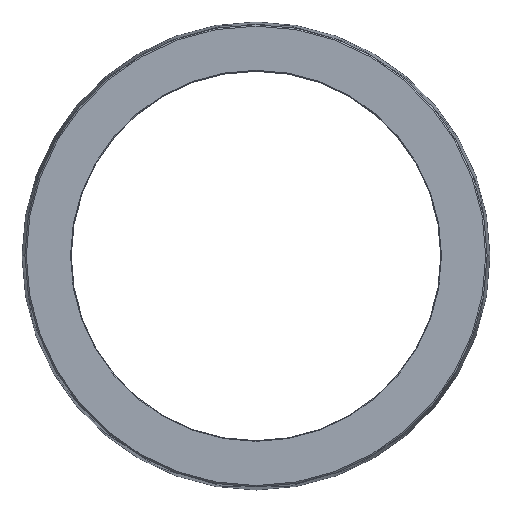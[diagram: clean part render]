
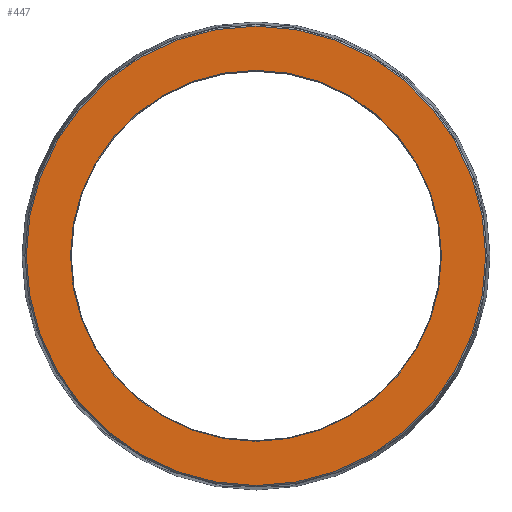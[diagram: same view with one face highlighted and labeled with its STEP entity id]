
A CAD part, top view. The second image highlights one B-rep face of the part: STEP entity #447.
In plain terms, the highlighted planar face has unit normal (0, 0, 1).
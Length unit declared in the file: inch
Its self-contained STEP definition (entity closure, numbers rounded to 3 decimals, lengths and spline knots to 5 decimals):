
#8 = CARTESIAN_POINT ( 'NONE',  ( 0., 0., 3.5 ) ) ;
#20 = ORIENTED_EDGE ( 'NONE', *, *, #224, .T. ) ;
#36 = FACE_BOUND ( 'NONE', #330, .T. ) ;
#49 = CIRCLE ( 'NONE', #375, 4.23093 ) ;
#66 = AXIS2_PLACEMENT_3D ( 'NONE', #488, #190, #136 ) ;
#68 = ORIENTED_EDGE ( 'NONE', *, *, #192, .T. ) ;
#71 = CARTESIAN_POINT ( 'NONE',  ( 0., 0., 3.5 ) ) ;
#103 = ORIENTED_EDGE ( 'NONE', *, *, #151, .T. ) ;
#136 = DIRECTION ( 'NONE',  ( 1., 0., 0. ) ) ;
#140 = EDGE_CURVE ( 'NONE', #157, #325, #198, .T. ) ;
#142 = CIRCLE ( 'NONE', #367, 4.23093 ) ;
#151 = EDGE_CURVE ( 'NONE', #233, #281, #142, .T. ) ;
#157 = VERTEX_POINT ( 'NONE', #366 ) ;
#180 = AXIS2_PLACEMENT_3D ( 'NONE', #71, #199, #237 ) ;
#190 = DIRECTION ( 'NONE',  ( 0., 0., -1. ) ) ;
#192 = EDGE_CURVE ( 'NONE', #281, #233, #49, .T. ) ;
#196 = CARTESIAN_POINT ( 'NONE',  ( 3.4165, 0., 3.5 ) ) ;
#198 = CIRCLE ( 'NONE', #66, 3.4165 ) ;
#199 = DIRECTION ( 'NONE',  ( 0., 0., -1. ) ) ;
#224 = EDGE_CURVE ( 'NONE', #325, #157, #427, .T. ) ;
#233 = VERTEX_POINT ( 'NONE', #499 ) ;
#237 = DIRECTION ( 'NONE',  ( 1., 0., 0. ) ) ;
#268 = CARTESIAN_POINT ( 'NONE',  ( 0., 0., 3.5 ) ) ;
#274 = DIRECTION ( 'NONE',  ( 0., 0., 1. ) ) ;
#281 = VERTEX_POINT ( 'NONE', #467 ) ;
#299 = ORIENTED_EDGE ( 'NONE', *, *, #140, .T. ) ;
#325 = VERTEX_POINT ( 'NONE', #196 ) ;
#330 = EDGE_LOOP ( 'NONE', ( #20, #299 ) ) ;
#353 = AXIS2_PLACEMENT_3D ( 'NONE', #477, #430, #434 ) ;
#362 = DIRECTION ( 'NONE',  ( 1., 0., 0. ) ) ;
#366 = CARTESIAN_POINT ( 'NONE',  ( -3.4165, 0., 3.5 ) ) ;
#367 = AXIS2_PLACEMENT_3D ( 'NONE', #8, #491, #531 ) ;
#375 = AXIS2_PLACEMENT_3D ( 'NONE', #268, #274, #362 ) ;
#418 = EDGE_LOOP ( 'NONE', ( #103, #68 ) ) ;
#427 = CIRCLE ( 'NONE', #180, 3.4165 ) ;
#430 = DIRECTION ( 'NONE',  ( 0., 0., 1. ) ) ;
#434 = DIRECTION ( 'NONE',  ( 1., 0., 0. ) ) ;
#447 = ADVANCED_FACE ( 'NONE', ( #36, #517 ), #483, .T. ) ;
#467 = CARTESIAN_POINT ( 'NONE',  ( 4.23093, 0., 3.5 ) ) ;
#477 = CARTESIAN_POINT ( 'NONE',  ( 0., 0., 3.5 ) ) ;
#483 = PLANE ( 'NONE',  #353 ) ;
#488 = CARTESIAN_POINT ( 'NONE',  ( 0., 0., 3.5 ) ) ;
#491 = DIRECTION ( 'NONE',  ( 0., 0., 1. ) ) ;
#499 = CARTESIAN_POINT ( 'NONE',  ( -4.23093, 0., 3.5 ) ) ;
#517 = FACE_OUTER_BOUND ( 'NONE', #418, .T. ) ;
#531 = DIRECTION ( 'NONE',  ( 1., 0., 0. ) ) ;
